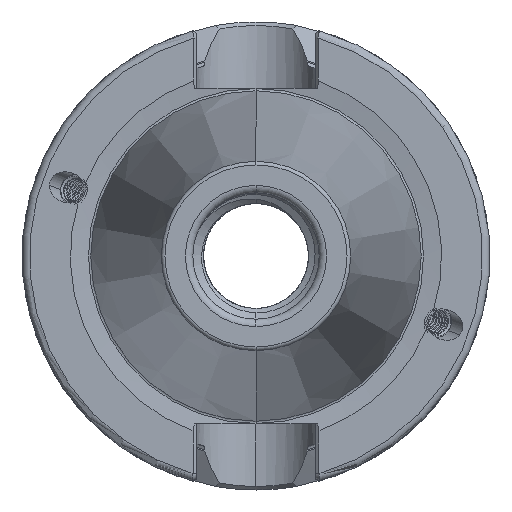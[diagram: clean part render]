
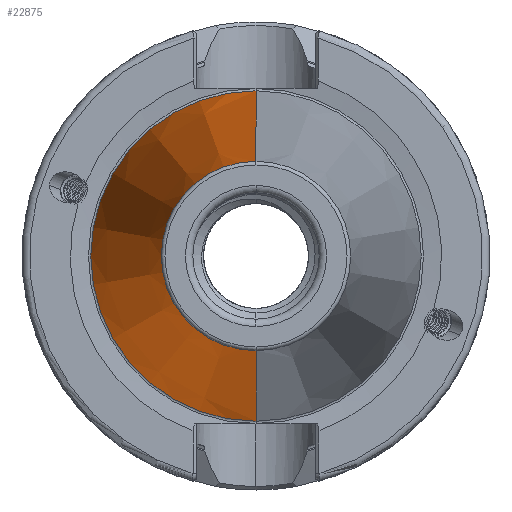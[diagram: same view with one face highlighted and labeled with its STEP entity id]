
A CAD part, left-side view. The second image highlights one B-rep face of the part: STEP entity #22875.
In plain terms, the highlighted conical face has half-angle 8.297 degrees and reference radius 22.24 mm.
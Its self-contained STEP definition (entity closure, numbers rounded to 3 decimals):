
#6873 = CIRCLE ( 'NONE', #32678, 22.24 ) ;
#6877 = VECTOR ( 'NONE', #8525, 1000. ) ;
#6887 = LINE ( 'NONE', #8506, #6877 ) ;
#6899 = LINE ( 'NONE', #8909, #6905 ) ;
#6905 = VECTOR ( 'NONE', #8888, 1000. ) ;
#6906 = CIRCLE ( 'NONE', #32693, 12.75 ) ;
#8506 = CARTESIAN_POINT ( 'NONE',  ( -0.9, 0., -22.24 ) ) ;
#8525 = DIRECTION ( 'NONE',  ( 0.99, 0., -0.144 ) ) ;
#8777 = CARTESIAN_POINT ( 'NONE',  ( -0.9, 0., 0. ) ) ;
#8780 = DIRECTION ( 'NONE',  ( 1., 0., 0. ) ) ;
#8783 = DIRECTION ( 'NONE',  ( 0., 0., -1. ) ) ;
#8825 = DIRECTION ( 'NONE',  ( 0., 0., -1. ) ) ;
#8855 = DIRECTION ( 'NONE',  ( 1., 0., 0. ) ) ;
#8865 = CARTESIAN_POINT ( 'NONE',  ( -65.972, 0., 0. ) ) ;
#8888 = DIRECTION ( 'NONE',  ( 0.99, 0., 0.144 ) ) ;
#8909 = CARTESIAN_POINT ( 'NONE',  ( -0.9, 0., 22.24 ) ) ;
#22240 = ORIENTED_EDGE ( 'NONE', *, *, #37594, .T. ) ;
#22250 = ORIENTED_EDGE ( 'NONE', *, *, #37588, .T. ) ;
#22262 = ORIENTED_EDGE ( 'NONE', *, *, #37580, .F. ) ;
#22263 = ORIENTED_EDGE ( 'NONE', *, *, #37568, .F. ) ;
#22875 = ADVANCED_FACE ( 'NONE', ( #36984 ), #36992, .T. ) ;
#23305 = DIRECTION ( 'NONE',  ( 1., 0., 0. ) ) ;
#23322 = CARTESIAN_POINT ( 'NONE',  ( -0.9, 0., 0. ) ) ;
#23325 = DIRECTION ( 'NONE',  ( 0., 0., -1. ) ) ;
#25696 = VERTEX_POINT ( 'NONE', #34578 ) ;
#25706 = VERTEX_POINT ( 'NONE', #34620 ) ;
#25707 = VERTEX_POINT ( 'NONE', #34547 ) ;
#25713 = VERTEX_POINT ( 'NONE', #34614 ) ;
#26970 = EDGE_LOOP ( 'NONE', ( #22250, #22240, #22262, #22263 ) ) ;
#32678 = AXIS2_PLACEMENT_3D ( 'NONE', #8777, #8780, #8783 ) ;
#32693 = AXIS2_PLACEMENT_3D ( 'NONE', #8865, #8855, #8825 ) ;
#33342 = AXIS2_PLACEMENT_3D ( 'NONE', #23322, #23305, #23325 ) ;
#34547 = CARTESIAN_POINT ( 'NONE',  ( -65.972, 0., -12.75 ) ) ;
#34578 = CARTESIAN_POINT ( 'NONE',  ( -0.9, 0., 22.24 ) ) ;
#34614 = CARTESIAN_POINT ( 'NONE',  ( -0.9, 0., -22.24 ) ) ;
#34620 = CARTESIAN_POINT ( 'NONE',  ( -65.972, 0., 12.75 ) ) ;
#36984 = FACE_OUTER_BOUND ( 'NONE', #26970, .T. ) ;
#36992 = CONICAL_SURFACE ( 'NONE', #33342, 22.24, 0.145 ) ;
#37568 = EDGE_CURVE ( 'NONE', #25707, #25713, #6887, .T. ) ;
#37580 = EDGE_CURVE ( 'NONE', #25713, #25696, #6873, .T. ) ;
#37588 = EDGE_CURVE ( 'NONE', #25707, #25706, #6906, .T. ) ;
#37594 = EDGE_CURVE ( 'NONE', #25706, #25696, #6899, .T. ) ;
